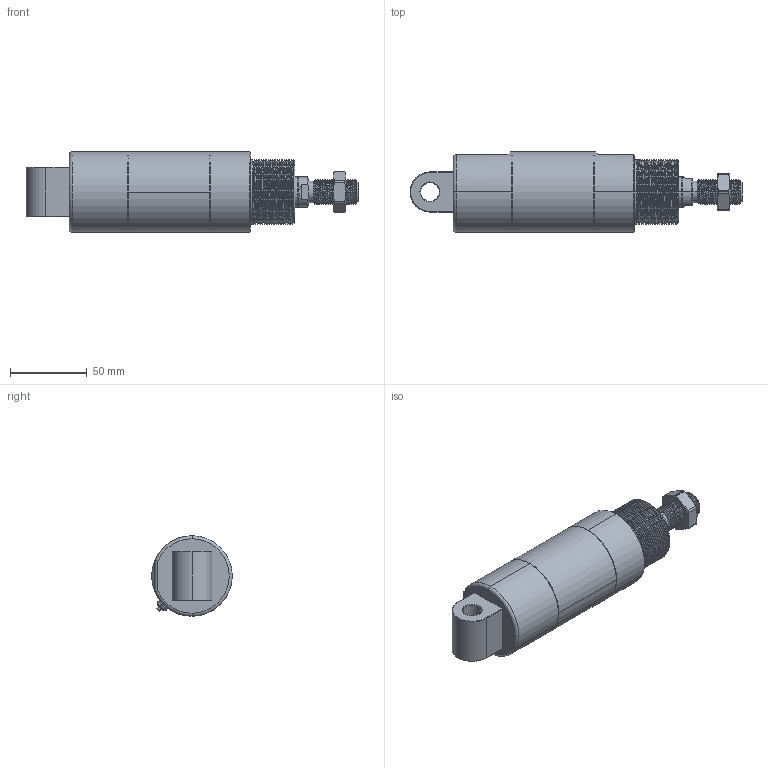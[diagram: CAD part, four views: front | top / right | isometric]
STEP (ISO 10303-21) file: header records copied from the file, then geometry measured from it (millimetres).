
FILE_DESCRIPTION (( 'STEP AP214' ), '1' );
FILE_NAME ('U050 0000 0916.STEP', '2021-05-05T08:01:49', ( '' ), ( '' ), 'SwSTEP 2.0', 'SolidWorks 2019', '' );
FILE_SCHEMA (( 'AUTOMOTIVE_DESIGN' ));
Length unit declared in the file: millimetre
Products named in the file (19): Stempeltætning_E45040N3578; Bremsepakning_PP2533N3589; Bremseskrue 16-50; Stempelstangsmøtrik_U1905930; 9020-34_9020-34-0; 1050-16; 9036-01; 9050-35-R_1050-35-0; 1050-09; 9050-36JB2; Oring_ORING 47,35 X 1,78; 9037-01-1; Oring_ORING 02,9 X 1,2; Bolt-DIN912_M12x40; Afstryger (32-125)_407287; Leje_PAP2010P11; Magnet_9350; U050 0000 0916
Assembly tree (25 placements, depth 3):
  U050 0000 0916
    1050-09
    1050-16
    9020-34_9020-34-0
    9050-35-R_1050-35-0
    Bremseskrue 16-50
      9036-01
      9037-01-1
      Oring_ORING 02,9 X 1,2
    Bremseskrue 16-50
      9036-01
      9037-01-1
      Oring_ORING 02,9 X 1,2
    Afstryger (32-125)_407287
    9050-36JB2  x2
    Leje_PAP2010P11
    Magnet_9350
    Bremsepakning_PP2533N3589  x2
    Stempeltætning_E45040N3578  x2
    Oring_ORING 47,35 X 1,78  x2
    Bolt-DIN912_M12x40
    Stempelstangsmøtrik_U1905930
Bounding box: 216 x 52.4 x 52.4 mm (x, y, z)
Volume: 289429.1 mm3; surface area: 118841.3 mm2
Topology: 23 solids, 23 shells, 748 faces, 1739 edges, 1080 vertices
Faces by surface type: cylinder 327, plane 183, cone 151, torus 75, bspline 12
Entity records: 35445 total; most frequent: CARTESIAN_POINT 21412, ORIENTED_EDGE 2814, DIRECTION 2770, EDGE_CURVE 1407, AXIS2_PLACEMENT_3D 1135, VERTEX_POINT 879, EDGE_LOOP 674, FACE_OUTER_BOUND 598
